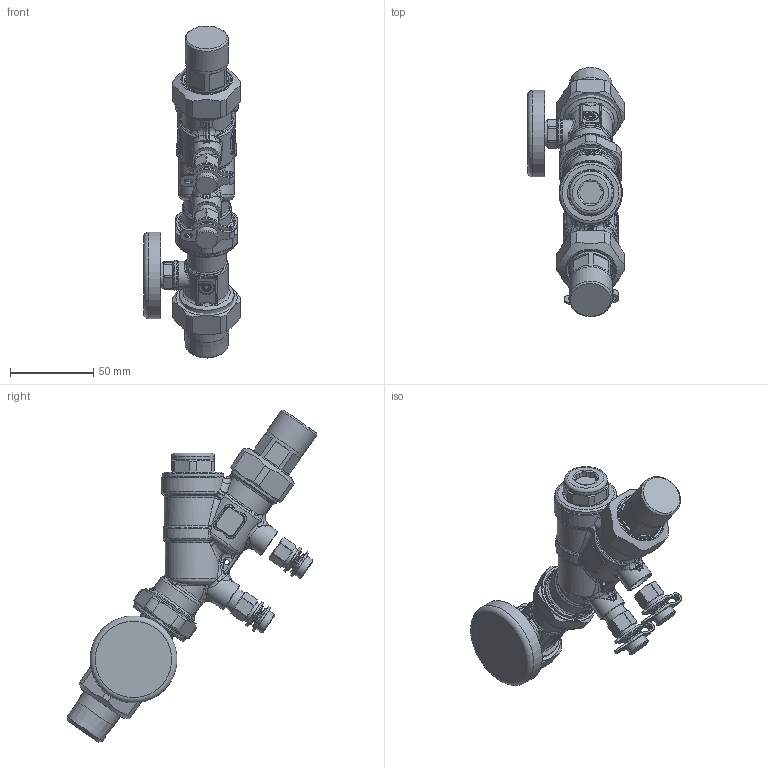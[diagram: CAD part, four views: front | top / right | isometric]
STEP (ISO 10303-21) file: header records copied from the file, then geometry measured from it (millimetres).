
FILE_DESCRIPTION(/* description */ (''),/* implementation_level */ '2;1');
FILE_NAME(/* name */ '128450AFC.stp',/* time_stamp */ '2025-07-21T12:29:44-05:00',/* author */ ('ischreiner'),/* organization */ (''),/* preprocessor_version */ 'ST-DEVELOPER v20',/* originating_system */ 'Autodesk Inventor 2025',/* authorisation */ '');
FILE_SCHEMA (('AUTOMOTIVE_DESIGN { 1 0 10303 214 3 1 1 }'));
Products named in the file (6): 128450AFC; F0001774 - TST; F61008 - 1 inch union nut; NA10358_Simplify_1; 59840A; 31901A
Assembly tree (6 placements, depth 2):
  128450AFC
    F0001774 - TST
    F61008 - 1 inch union nut  x2
    NA10358_Simplify_1
    59840A
    31901A
Bounding box: 58.22 x 149.99 x 199.44 mm (x, y, z)
Volume: 248243.1 mm3; surface area: 61982.7 mm2
Topology: 11 solids, 12 shells, 1638 faces, 3909 edges, 2265 vertices
Faces by surface type: bspline 837, cylinder 326, plane 235, cone 117, torus 81, sphere 42
Full cylindrical faces by diameter (mm): 3 x1, 8 x2, 9.017 x1, 11.176 x1, 11.227 x1, 11.5 x2, 12 x4, 12.2 x2, 12.954 x1, 13.5 x6, 13.6 x1, 13.9 x2, 15.24 x1, 15.875 x1, 17 x1, 17.5 x2, 18 x2, 19 x1, 23.5 x1, 24 x2, 25.8 x1, 26 x2, 26.5 x1, 26.924 x2, 27.7 x1, 29.5 x1, 29.6 x1, 30 x4, 30.302 x2, 30.5 x1
Entity records: 192412 total; most frequent: CARTESIAN_POINT 158661, ORIENTED_EDGE 7566, DIRECTION 5190, EDGE_CURVE 3783, AXIS2_PLACEMENT_3D 2237, VERTEX_POINT 2230, EDGE_LOOP 1681, FACE_OUTER_BOUND 1617
